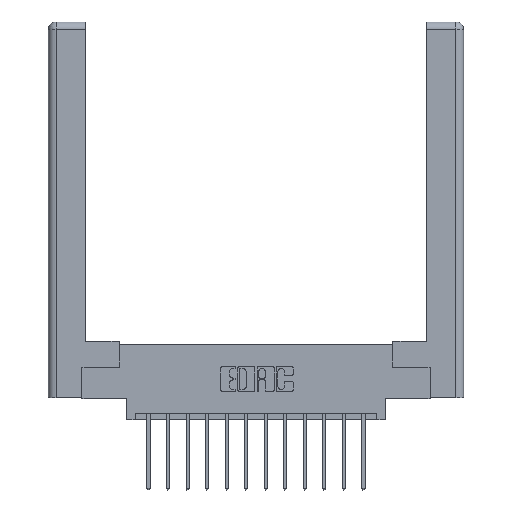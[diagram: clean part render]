
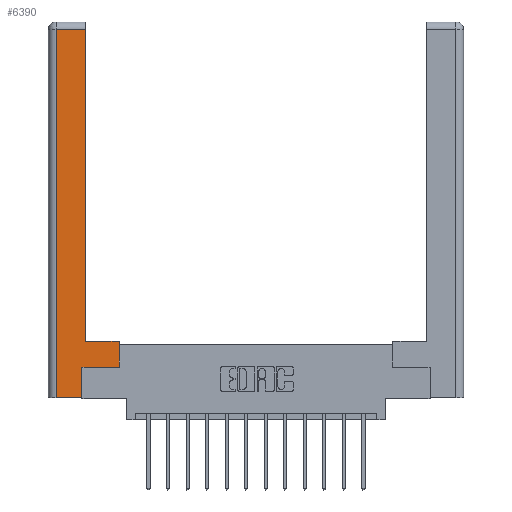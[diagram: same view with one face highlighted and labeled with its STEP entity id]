
A CAD part, top view. The second image highlights one B-rep face of the part: STEP entity #6390.
In plain terms, the highlighted planar face has unit normal (0, 0, 1).
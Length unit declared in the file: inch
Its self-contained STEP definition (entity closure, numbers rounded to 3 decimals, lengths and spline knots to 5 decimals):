
#59 = DIRECTION ( 'NONE',  ( -1., 0., 0. ) ) ;
#222 = DIRECTION ( 'NONE',  ( 0., 1., 0. ) ) ;
#415 = ORIENTED_EDGE ( 'NONE', *, *, #3446, .T. ) ;
#838 = VERTEX_POINT ( 'NONE', #5531 ) ;
#1179 = LINE ( 'NONE', #8883, #4614 ) ;
#1318 = VERTEX_POINT ( 'NONE', #2995 ) ;
#1525 = CARTESIAN_POINT ( 'NONE',  ( 0.265, 0.245, 0. ) ) ;
#1694 = CARTESIAN_POINT ( 'NONE',  ( 0.265, 0.245, 0. ) ) ;
#1991 = LINE ( 'NONE', #11105, #4276 ) ;
#2387 = VECTOR ( 'NONE', #12624, 39.37008 ) ;
#2922 = VECTOR ( 'NONE', #12996, 39.37008 ) ;
#2995 = CARTESIAN_POINT ( 'NONE',  ( 0.0615, 0., 0. ) ) ;
#3446 = EDGE_CURVE ( 'NONE', #1318, #11895, #1991, .T. ) ;
#3578 = EDGE_CURVE ( 'NONE', #11895, #4131, #5231, .T. ) ;
#4131 = VERTEX_POINT ( 'NONE', #1525 ) ;
#4276 = VECTOR ( 'NONE', #5024, 39.37008 ) ;
#4614 = VECTOR ( 'NONE', #222, 39.37008 ) ;
#4680 = ORIENTED_EDGE ( 'NONE', *, *, #3578, .T. ) ;
#4837 = PLANE ( 'NONE',  #12869 ) ;
#5024 = DIRECTION ( 'NONE',  ( 1., 0., 0. ) ) ;
#5106 = VERTEX_POINT ( 'NONE', #9963 ) ;
#5231 = LINE ( 'NONE', #1694, #2387 ) ;
#5531 = CARTESIAN_POINT ( 'NONE',  ( 0.295, 2.94, 0. ) ) ;
#5722 = VERTEX_POINT ( 'NONE', #9528 ) ;
#6218 = CARTESIAN_POINT ( 'NONE',  ( 0., 0., 0. ) ) ;
#6382 = ORIENTED_EDGE ( 'NONE', *, *, #14586, .T. ) ;
#6390 = ADVANCED_FACE ( 'NONE', ( #8881 ), #4837, .F. ) ;
#6562 = DIRECTION ( 'NONE',  ( 0., -1., 0. ) ) ;
#7415 = CARTESIAN_POINT ( 'NONE',  ( 0.0615, 2.94, 0. ) ) ;
#7548 = ORIENTED_EDGE ( 'NONE', *, *, #10764, .T. ) ;
#7559 = CARTESIAN_POINT ( 'NONE',  ( 0.295, 0.45, 0. ) ) ;
#7788 = LINE ( 'NONE', #9640, #15711 ) ;
#7993 = CARTESIAN_POINT ( 'NONE',  ( 0.295, 0.45, 0. ) ) ;
#8288 = CARTESIAN_POINT ( 'NONE',  ( 0.265, 0., 0. ) ) ;
#8563 = LINE ( 'NONE', #7993, #2922 ) ;
#8763 = LINE ( 'NONE', #12669, #15530 ) ;
#8881 = FACE_OUTER_BOUND ( 'NONE', #10778, .T. ) ;
#8883 = CARTESIAN_POINT ( 'NONE',  ( 0.565, 0.45, 0. ) ) ;
#8919 = VECTOR ( 'NONE', #59, 39.37008 ) ;
#9360 = LINE ( 'NONE', #11079, #9980 ) ;
#9528 = CARTESIAN_POINT ( 'NONE',  ( 0.565, 0.45, 0. ) ) ;
#9640 = CARTESIAN_POINT ( 'NONE',  ( 0.565, 0.245, 0. ) ) ;
#9963 = CARTESIAN_POINT ( 'NONE',  ( 0.565, 0.245, 0. ) ) ;
#9980 = VECTOR ( 'NONE', #14915, 39.37008 ) ;
#10055 = EDGE_CURVE ( 'NONE', #5106, #5722, #1179, .T. ) ;
#10413 = ORIENTED_EDGE ( 'NONE', *, *, #13742, .T. ) ;
#10764 = EDGE_CURVE ( 'NONE', #11658, #838, #9360, .T. ) ;
#10778 = EDGE_LOOP ( 'NONE', ( #7548, #6382, #11793, #415, #4680, #10413, #14532, #12300 ) ) ;
#11079 = CARTESIAN_POINT ( 'NONE',  ( 0.295, 3., 0. ) ) ;
#11105 = CARTESIAN_POINT ( 'NONE',  ( 0.265, 0., 0. ) ) ;
#11658 = VERTEX_POINT ( 'NONE', #7559 ) ;
#11793 = ORIENTED_EDGE ( 'NONE', *, *, #13499, .T. ) ;
#11895 = VERTEX_POINT ( 'NONE', #8288 ) ;
#12300 = ORIENTED_EDGE ( 'NONE', *, *, #13020, .T. ) ;
#12624 = DIRECTION ( 'NONE',  ( 0., 1., 0. ) ) ;
#12669 = CARTESIAN_POINT ( 'NONE',  ( 0.0615, 0., 0. ) ) ;
#12746 = VERTEX_POINT ( 'NONE', #15851 ) ;
#12869 = AXIS2_PLACEMENT_3D ( 'NONE', #6218, #14885, #13468 ) ;
#12996 = DIRECTION ( 'NONE',  ( -1., 0., 0. ) ) ;
#13020 = EDGE_CURVE ( 'NONE', #5722, #11658, #8563, .T. ) ;
#13468 = DIRECTION ( 'NONE',  ( -1., 0., 0. ) ) ;
#13499 = EDGE_CURVE ( 'NONE', #12746, #1318, #8763, .T. ) ;
#13742 = EDGE_CURVE ( 'NONE', #4131, #5106, #7788, .T. ) ;
#13970 = LINE ( 'NONE', #7415, #8919 ) ;
#14532 = ORIENTED_EDGE ( 'NONE', *, *, #10055, .T. ) ;
#14586 = EDGE_CURVE ( 'NONE', #838, #12746, #13970, .T. ) ;
#14630 = DIRECTION ( 'NONE',  ( 1., 0., 0. ) ) ;
#14885 = DIRECTION ( 'NONE',  ( 0., 0., -1. ) ) ;
#14915 = DIRECTION ( 'NONE',  ( 0., 1., 0. ) ) ;
#15530 = VECTOR ( 'NONE', #6562, 39.37008 ) ;
#15711 = VECTOR ( 'NONE', #14630, 39.37008 ) ;
#15851 = CARTESIAN_POINT ( 'NONE',  ( 0.0615, 2.94, 0. ) ) ;
